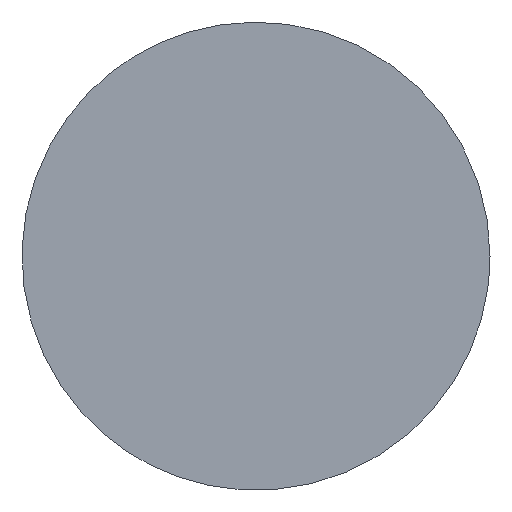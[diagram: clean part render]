
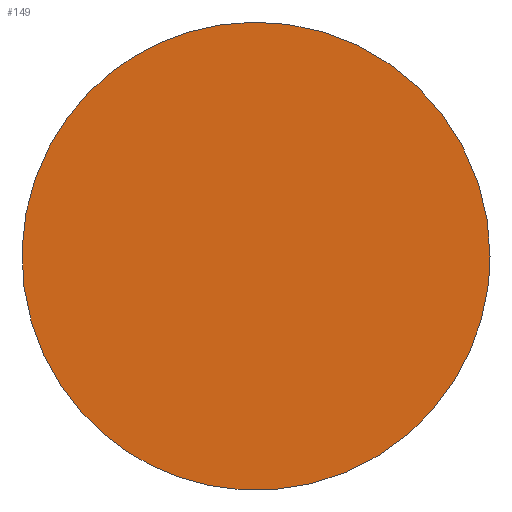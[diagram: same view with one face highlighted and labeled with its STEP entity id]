
A CAD part, left-side view. The second image highlights one B-rep face of the part: STEP entity #149.
In plain terms, the highlighted free-form (B-spline) face has degree [1, 1] with [2, 2] control points.
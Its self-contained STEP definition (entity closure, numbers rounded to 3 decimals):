
#123=CARTESIAN_POINT('F1',(0.,-34.925,
   34.925));
#124=CARTESIAN_POINT('F1',(0.,34.925,
   34.925));
#125=CARTESIAN_POINT('F1',(0.,-34.925,
   -34.925));
#126=CARTESIAN_POINT('F1',(0.,34.925,
   -34.925));
#127=QUASI_UNIFORM_SURFACE('F1',1,1,((#123,#125),(#124,#126)),
   .PLANE_SURF.,.F.,.F.,.U.);
#128=CARTESIAN_POINT('V2',(0.0,-31.75,0.));
#129=VERTEX_POINT('V2',#128);
#130=CARTESIAN_POINT('E5',(0.0,-31.75,0.));
#131=CARTESIAN_POINT('E5',(0.0,-31.75,
   54.993));
#132=CARTESIAN_POINT('E5',(0.,15.875,
   27.496));
#133=CARTESIAN_POINT('E5',(0.,63.5,
   0.));
#134=CARTESIAN_POINT('E5',(0.,15.875,
   -27.496));
#135=CARTESIAN_POINT('E5',(0.0,-31.75,
   -54.993));
#136=CARTESIAN_POINT('E5',(0.0,-31.75,0.));
#144=(BOUNDED_CURVE()B_SPLINE_CURVE(2,(#130,#131,#132,#133,#134,
   #135,#136),.CIRCULAR_ARC.,.T.,.U.)B_SPLINE_CURVE_WITH_KNOTS((3,
   2,2,3),(0.0,0.333,0.667,1.0),
   .UNSPECIFIED.)CURVE()GEOMETRIC_REPRESENTATION_ITEM()
   RATIONAL_B_SPLINE_CURVE((1.0,0.5,1.0,
   0.5,1.0,0.5,1.0))REPRESENTATION_ITEM(
   'E5'));
#145=EDGE_CURVE('E5',#129,#129,#144,.T.);
#146=ORIENTED_EDGE('E5',*,*,#145,.T.);
#147=EDGE_LOOP('F1',(#146));
#148=FACE_OUTER_BOUND('F1',#147,.T.);
#149=ADVANCED_FACE('F1',(#148),#127,.T.);
